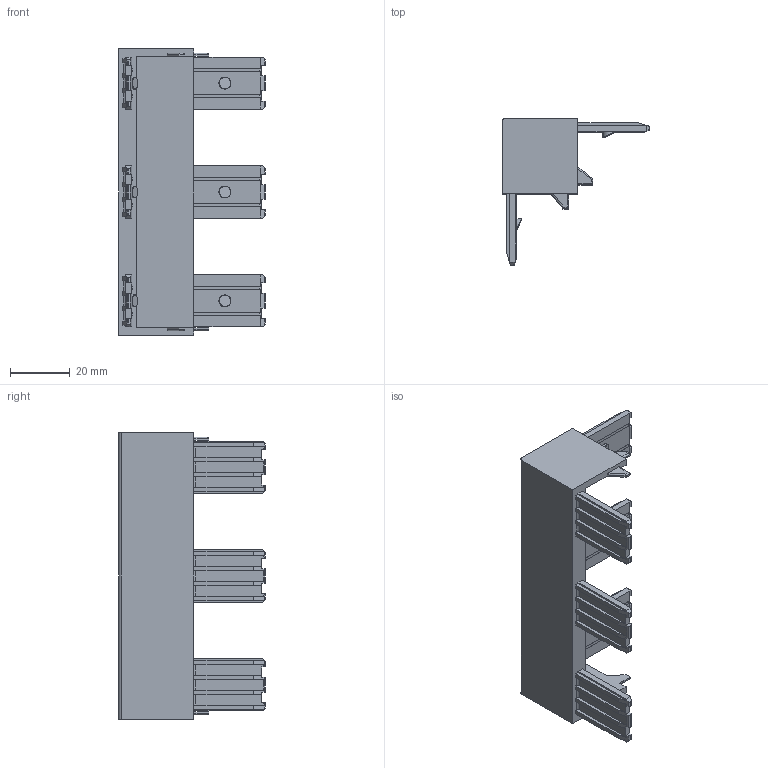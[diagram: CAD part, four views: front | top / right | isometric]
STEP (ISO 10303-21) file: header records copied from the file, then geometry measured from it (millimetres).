
FILE_DESCRIPTION((''),'2;1');
FILE_NAME('Escuadra 96.stp','2014-07-18T12:02:48',('usuario'),(''),'Autodesk Inventor 2011','Autodesk Inventor 2011','');
FILE_SCHEMA(('AUTOMOTIVE_DESIGN { 1 0 10303 214 1 1 1 1 }'));
Length unit declared in the file: millimetre
Products named in the file (1): Escuadra 96
Bounding box: 49.25 x 49.25 x 96 mm (x, y, z)
Volume: 33314.2 mm3; surface area: 18431.3 mm2
Topology: 1 solids, 1 shells, 376 faces, 1068 edges, 704 vertices
Faces by surface type: plane 290, cylinder 78, bspline 6, sphere 2
Full cylindrical faces by diameter (mm): 4 x6
Entity records: 12518 total; most frequent: CARTESIAN_POINT 2611, ORIENTED_EDGE 2120, DIRECTION 1962, EDGE_CURVE 1060, VECTOR 900, LINE 900, VERTEX_POINT 704, AXIS2_PLACEMENT_3D 531
